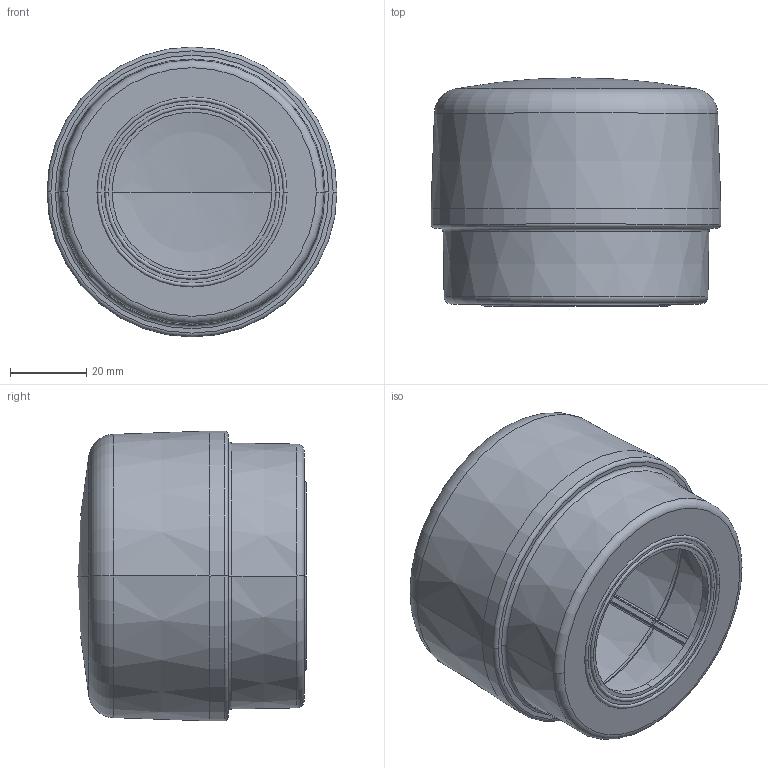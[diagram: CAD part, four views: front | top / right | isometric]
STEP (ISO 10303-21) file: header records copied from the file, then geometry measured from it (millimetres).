
FILE_DESCRIPTION((''),'2;1');
FILE_NAME('226891_SM01_ASM','2022-01-11T08:55:02',('PDMAdmin'),('BANNER ENGINEERING'),'CREO PARAMETRIC BY PTC INC, 2019292','CREO PARAMETRIC BY PTC INC, 2019292','');
FILE_SCHEMA(('CONFIG_CONTROL_DESIGN'));
Length unit declared in the file: millimetre
Products named in the file (2): 226891_EP01; 226891_SM01_ASM
Assembly tree (1 placements, depth 2):
  226891_SM01_ASM
    226891_EP01
Bounding box: 76.25 x 60 x 76.25 mm (x, y, z)
Volume: 40040.2 mm3; surface area: 37300.3 mm2
Topology: 1 solids, 1 shells, 551 faces, 1290 edges, 742 vertices
Faces by surface type: bspline 224, cylinder 132, torus 110, plane 37, cone 36, sphere 12
Entity records: 25960 total; most frequent: CARTESIAN_POINT 14877, ORIENTED_EDGE 2572, DIRECTION 2008, EDGE_CURVE 1286, AXIS2_PLACEMENT_3D 872, VERTEX_POINT 742, EDGE_LOOP 556, FACE_OUTER_BOUND 551
